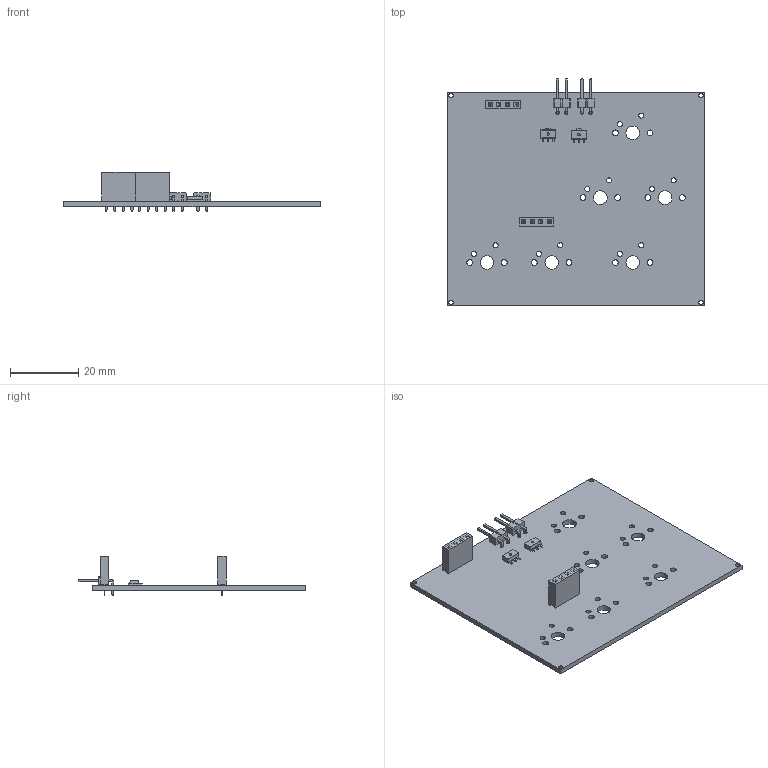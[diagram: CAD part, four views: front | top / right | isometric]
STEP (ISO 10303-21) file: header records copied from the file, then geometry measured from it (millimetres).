
FILE_DESCRIPTION(/* description */ ('KiCad electronic assembly'),/* implementation_level */ '2;1');
FILE_NAME(/* name */ 'micropad_pcb.step',/* time_stamp */ '2025-12-29T15:52:09+05:30',/* author */ (''),/* organization */ (''),/* preprocessor_version */ 'ST-DEVELOPER v20.1',/* originating_system */ 'Autodesk Translation Framework v14.21.0.0',/* authorisation */ '');
FILE_SCHEMA (('AUTOMOTIVE_DESIGN { 1 0 10303 214 3 1 1 }'));
Length unit declared in the file: millimetre
Products named in the file (6): 2025-12-23-12-32-29-916; 2025-12-23-12-32-29-921; 2025-12-23-12-32-29-917; 2025-12-23-12-32-29-918; 2025-12-23-12-32-29-919; 2025-12-23-12-32-29-920
Assembly tree (8 placements, depth 3):
  2025-12-23-12-32-29-916
    2025-12-23-12-32-29-917  x2
      2025-12-23-12-32-29-918
    2025-12-23-12-32-29-919  x2
    2025-12-23-12-32-29-920  x2
    2025-12-23-12-32-29-921
Bounding box: 75.3 x 66.75 x 11.6 mm (x, y, z)
Volume: 7452.4 mm3; surface area: 11061.6 mm2
Topology: 15 solids, 15 shells, 480 faces, 1200 edges, 776 vertices
Faces by surface type: plane 428, cylinder 52
Full cylindrical faces by diameter (mm): 0.7 x2, 1 x12, 1.3 x4, 1.5 x12, 1.7 x12, 4 x6
Entity records: 8455 total; most frequent: CARTESIAN_POINT 1393, ORIENTED_EDGE 1350, DIRECTION 1333, EDGE_CURVE 675, LINE 577, VECTOR 577, VERTEX_POINT 438, AXIS2_PLACEMENT_3D 378
